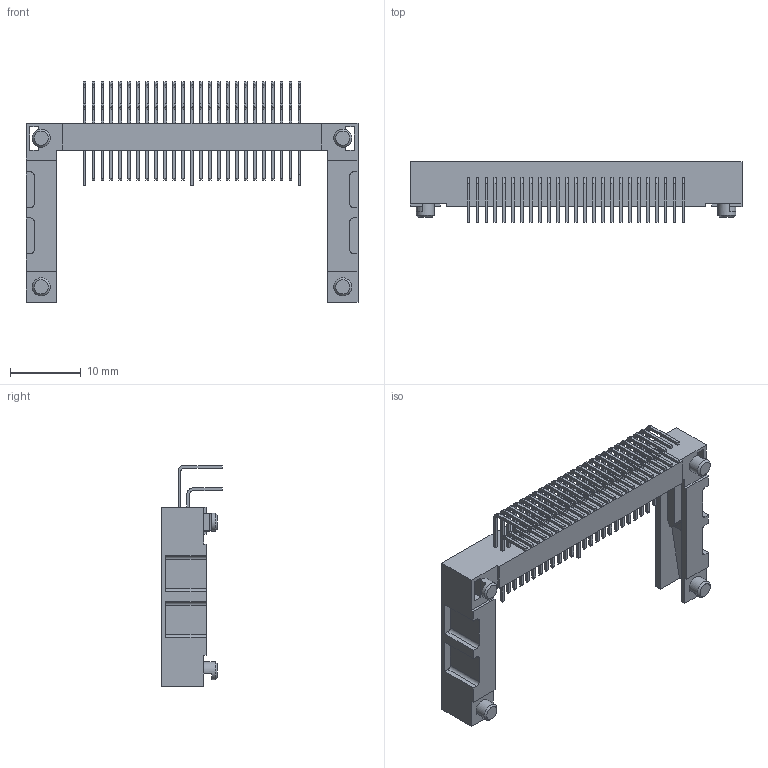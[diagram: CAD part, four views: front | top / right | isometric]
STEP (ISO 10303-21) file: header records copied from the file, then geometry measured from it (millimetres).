
FILE_DESCRIPTION(/* description */ ('STEP AP214'),/* implementation_level */ '2;1');
FILE_NAME(/* name */ 'CFT-125-01-L-D-RA-01-SL',/* time_stamp */ '2026-02-14T20:03:32+01:00',/* author */ ('License CC BY-ND 4.0'),/* organization */ ('CADENAS'),/* preprocessor_version */ 'ST-DEVELOPER v20',/* originating_system */ 'PARTsolutions',/* authorisation */ ' ');
FILE_SCHEMA (('AUTOMOTIVE_DESIGN {1 0 10303 214 3 1 1}'));
Length unit declared in the file: inch
Products named in the file (3): CFT-125-01-L-D-RA-01-SL; CFT-125-01-L-D-RA-01-SL-BLANKt; CFT-125-01-L-D-RA-01-SLp
Assembly tree (2 placements, depth 2):
  CFT-125-01-L-D-RA-01-SL
    CFT-125-01-L-D-RA-01-SL-BLANKt
    CFT-125-01-L-D-RA-01-SLp
Bounding box: 47.09 x 8.64 x 31.32 mm (x, y, z)
Volume: 1845.7 mm3; surface area: 4207.4 mm2
Topology: 2 solids, 2 shells, 990 faces, 2942 edges, 1960 vertices
Faces by surface type: plane 868, cylinder 118, cone 4
Full cylindrical faces by diameter (mm): 2.54 x4
Entity records: 32908 total; most frequent: CARTESIAN_POINT 5915, ORIENTED_EDGE 5860, DIRECTION 5136, EDGE_CURVE 2930, LINE 2686, VECTOR 2686, VERTEX_POINT 1956, AXIS2_PLACEMENT_3D 1225
